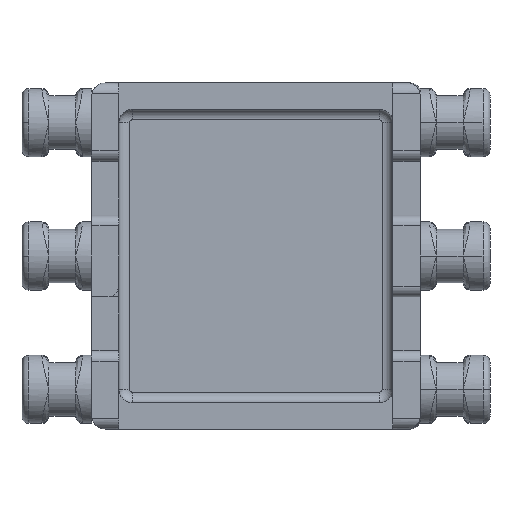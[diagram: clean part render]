
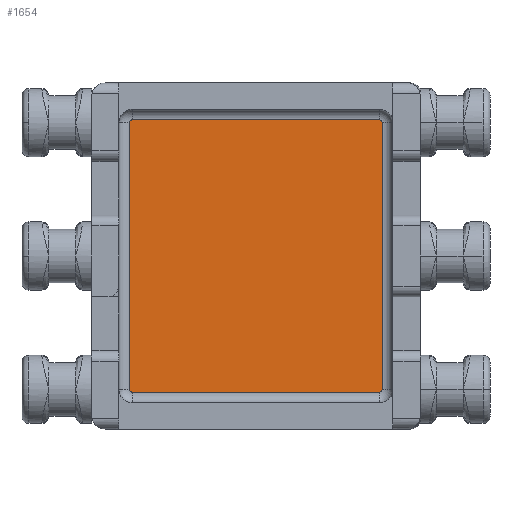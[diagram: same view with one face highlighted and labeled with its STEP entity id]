
A CAD part, front view. The second image highlights one B-rep face of the part: STEP entity #1654.
In plain terms, the highlighted planar face has unit normal (0, -1, 0).
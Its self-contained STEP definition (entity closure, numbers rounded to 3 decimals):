
#95 = VECTOR ( 'NONE', #762, 1000. ) ;
#477 = CIRCLE ( 'NONE', #3617, 0.05 ) ;
#524 = DIRECTION ( 'NONE',  ( -1., 0., 0. ) ) ;
#762 = DIRECTION ( 'NONE',  ( 0., 0., 1. ) ) ;
#800 = CARTESIAN_POINT ( 'NONE',  ( -2.305, 0.93, -0.74 ) ) ;
#886 = CIRCLE ( 'NONE', #4746, 0.05 ) ;
#1109 = CARTESIAN_POINT ( 'NONE',  ( 2.35, 0.93, -5.71 ) ) ;
#1380 = VERTEX_POINT ( 'NONE', #3077 ) ;
#1595 = LINE ( 'NONE', #1632, #10626 ) ;
#1621 = DIRECTION ( 'NONE',  ( 0., 0., 1. ) ) ;
#1628 = VERTEX_POINT ( 'NONE', #8667 ) ;
#1632 = CARTESIAN_POINT ( 'NONE',  ( -2.355, 0.93, -5.71 ) ) ;
#1654 = ADVANCED_FACE ( 'NONE', ( #4484 ), #3949, .F. ) ;
#1729 = VERTEX_POINT ( 'NONE', #7132 ) ;
#2047 = CARTESIAN_POINT ( 'NONE',  ( 2.3, 0.93, -5.76 ) ) ;
#2083 = DIRECTION ( 'NONE',  ( 0., -1., 0. ) ) ;
#2162 = LINE ( 'NONE', #2047, #10931 ) ;
#2323 = EDGE_CURVE ( 'NONE', #1628, #7562, #4408, .T. ) ;
#2367 = DIRECTION ( 'NONE',  ( 0., -1., 0. ) ) ;
#2485 = DIRECTION ( 'NONE',  ( 0., 0., -1. ) ) ;
#3077 = CARTESIAN_POINT ( 'NONE',  ( 2.3, 0.93, -5.76 ) ) ;
#3494 = CARTESIAN_POINT ( 'NONE',  ( 0., 0.93, 0. ) ) ;
#3617 = AXIS2_PLACEMENT_3D ( 'NONE', #3692, #9614, #4555 ) ;
#3692 = CARTESIAN_POINT ( 'NONE',  ( 2.3, 0.93, -5.71 ) ) ;
#3949 = PLANE ( 'NONE',  #4137 ) ;
#3993 = DIRECTION ( 'NONE',  ( 0., 1., 0. ) ) ;
#4038 = CARTESIAN_POINT ( 'NONE',  ( -2.355, 0.93, -0.74 ) ) ;
#4067 = DIRECTION ( 'NONE',  ( 0., 0., 1. ) ) ;
#4137 = AXIS2_PLACEMENT_3D ( 'NONE', #3494, #3993, #4067 ) ;
#4408 = CIRCLE ( 'NONE', #9373, 0.05 ) ;
#4484 = FACE_OUTER_BOUND ( 'NONE', #6675, .T. ) ;
#4555 = DIRECTION ( 'NONE',  ( 0., 0., 1. ) ) ;
#4746 = AXIS2_PLACEMENT_3D ( 'NONE', #7463, #2367, #8301 ) ;
#4866 = CARTESIAN_POINT ( 'NONE',  ( 2.3, 0.93, -0.69 ) ) ;
#5009 = VERTEX_POINT ( 'NONE', #9223 ) ;
#5251 = ORIENTED_EDGE ( 'NONE', *, *, #8777, .T. ) ;
#5446 = EDGE_CURVE ( 'NONE', #5009, #9098, #886, .T. ) ;
#5482 = EDGE_CURVE ( 'NONE', #8956, #5009, #6834, .T. ) ;
#5579 = CARTESIAN_POINT ( 'NONE',  ( -2.305, 0.93, -0.69 ) ) ;
#5590 = CARTESIAN_POINT ( 'NONE',  ( -2.305, 0.93, -5.76 ) ) ;
#5817 = EDGE_CURVE ( 'NONE', #9098, #1729, #5918, .T. ) ;
#5918 = LINE ( 'NONE', #5579, #10168 ) ;
#6210 = ORIENTED_EDGE ( 'NONE', *, *, #5446, .T. ) ;
#6675 = EDGE_LOOP ( 'NONE', ( #6811, #5251, #6911, #8522, #10579, #9136, #7769, #6210 ) ) ;
#6702 = DIRECTION ( 'NONE',  ( 0., -1., 0. ) ) ;
#6811 = ORIENTED_EDGE ( 'NONE', *, *, #5817, .T. ) ;
#6834 = LINE ( 'NONE', #10903, #95 ) ;
#6911 = ORIENTED_EDGE ( 'NONE', *, *, #10361, .T. ) ;
#7132 = CARTESIAN_POINT ( 'NONE',  ( -2.305, 0.93, -0.69 ) ) ;
#7140 = DIRECTION ( 'NONE',  ( 1., 0., 0. ) ) ;
#7148 = EDGE_CURVE ( 'NONE', #1380, #8956, #477, .T. ) ;
#7181 = CARTESIAN_POINT ( 'NONE',  ( -2.305, 0.93, -5.71 ) ) ;
#7186 = EDGE_CURVE ( 'NONE', #7562, #1380, #2162, .T. ) ;
#7463 = CARTESIAN_POINT ( 'NONE',  ( 2.3, 0.93, -0.74 ) ) ;
#7562 = VERTEX_POINT ( 'NONE', #5590 ) ;
#7671 = VERTEX_POINT ( 'NONE', #4038 ) ;
#7769 = ORIENTED_EDGE ( 'NONE', *, *, #5482, .T. ) ;
#8018 = DIRECTION ( 'NONE',  ( 0., 0., 1. ) ) ;
#8301 = DIRECTION ( 'NONE',  ( 0., 0., 1. ) ) ;
#8522 = ORIENTED_EDGE ( 'NONE', *, *, #2323, .T. ) ;
#8667 = CARTESIAN_POINT ( 'NONE',  ( -2.355, 0.93, -5.71 ) ) ;
#8775 = CIRCLE ( 'NONE', #10484, 0.05 ) ;
#8777 = EDGE_CURVE ( 'NONE', #1729, #7671, #8775, .T. ) ;
#8956 = VERTEX_POINT ( 'NONE', #1109 ) ;
#9098 = VERTEX_POINT ( 'NONE', #4866 ) ;
#9136 = ORIENTED_EDGE ( 'NONE', *, *, #7148, .T. ) ;
#9223 = CARTESIAN_POINT ( 'NONE',  ( 2.35, 0.93, -0.74 ) ) ;
#9373 = AXIS2_PLACEMENT_3D ( 'NONE', #7181, #2083, #8018 ) ;
#9614 = DIRECTION ( 'NONE',  ( 0., -1., 0. ) ) ;
#10168 = VECTOR ( 'NONE', #524, 1000. ) ;
#10361 = EDGE_CURVE ( 'NONE', #7671, #1628, #1595, .T. ) ;
#10484 = AXIS2_PLACEMENT_3D ( 'NONE', #800, #6702, #1621 ) ;
#10579 = ORIENTED_EDGE ( 'NONE', *, *, #7186, .T. ) ;
#10626 = VECTOR ( 'NONE', #2485, 1000. ) ;
#10903 = CARTESIAN_POINT ( 'NONE',  ( 2.35, 0.93, -0.74 ) ) ;
#10931 = VECTOR ( 'NONE', #7140, 1000. ) ;
